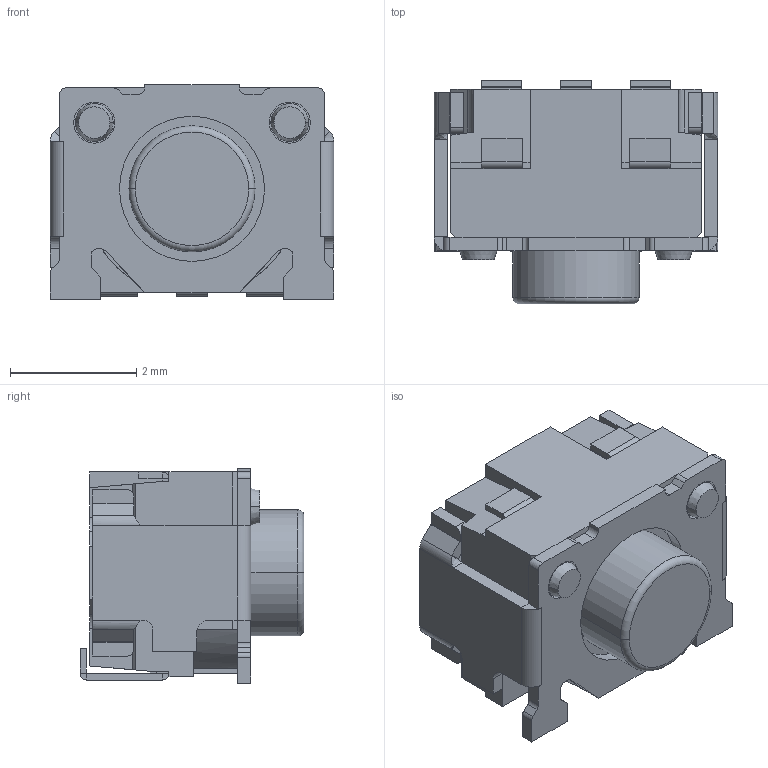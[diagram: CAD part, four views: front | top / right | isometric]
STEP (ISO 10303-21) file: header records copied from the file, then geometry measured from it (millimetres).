
FILE_DESCRIPTION (( 'STEP AP214' ), '1' );
FILE_NAME ('SKRTLB.STEP', '2009-07-09T23:45:06', ( '' ), ( '' ), 'SwSTEP 2.0', 'SolidWorks 2007', '' );
FILE_SCHEMA (( 'AUTOMOTIVE_DESIGN' ));
Length unit declared in the file: millimetre
Products named in the file (1): SKRTLB
Bounding box: 4.5 x 3.55 x 3.4 mm (x, y, z)
Volume: 34.9 mm3; surface area: 106.9 mm2
Topology: 1 solids, 1 shells, 324 faces, 780 edges, 464 vertices
Faces by surface type: plane 234, cylinder 80, cone 4, bspline 4, torus 2
Entity records: 12040 total; most frequent: CARTESIAN_POINT 1649, DIRECTION 1568, ORIENTED_EDGE 1560, EDGE_CURVE 780, LINE 594, VECTOR 594, AXIS2_PLACEMENT_3D 487, VERTEX_POINT 464
